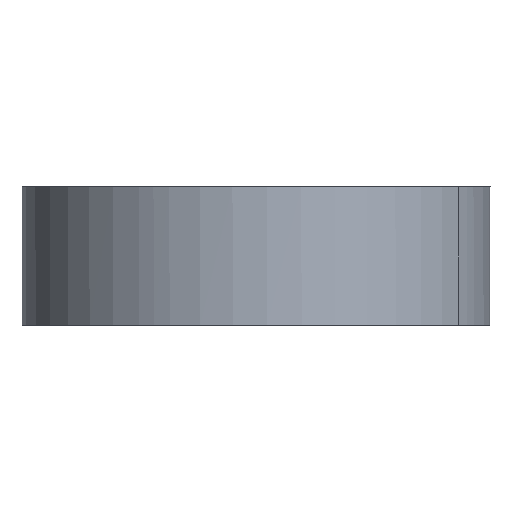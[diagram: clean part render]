
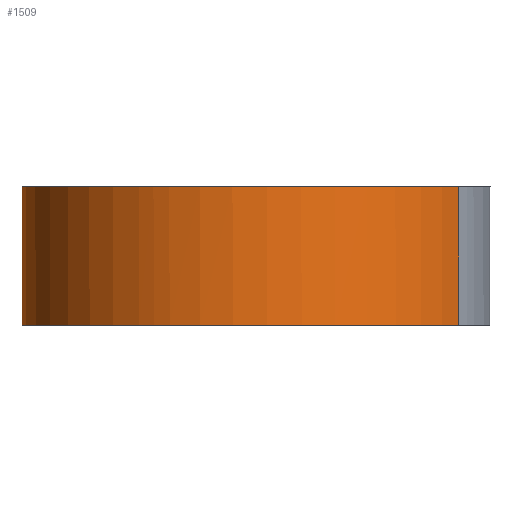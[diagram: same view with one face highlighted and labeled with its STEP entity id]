
A CAD part, left-side view. The second image highlights one B-rep face of the part: STEP entity #1509.
In plain terms, the highlighted free-form (B-spline) face has degree [2, 1] with [9, 2] control points.
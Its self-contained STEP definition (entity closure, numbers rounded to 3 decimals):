
#27 = CARTESIAN_POINT ( 'NONE',  ( 2711.51, 2392.416, -39.9 ) ) ;
#36 = CARTESIAN_POINT ( 'NONE',  ( 2715.771, 2391.335, -39.9 ) ) ;
#82 = FACE_OUTER_BOUND ( 'NONE', #2361, .T. ) ;
#134 = ORIENTED_EDGE ( 'NONE', *, *, #1510, .T. ) ;
#141 = CARTESIAN_POINT ( 'NONE',  ( 2663.477, 2267.836, 0. ) ) ;
#216 = EDGE_CURVE ( 'NONE', #2167, #1772, #1006, .T. ) ;
#239 = CARTESIAN_POINT ( 'NONE',  ( 2723.783, 2388.495, -39.9 ) ) ;
#253 = CARTESIAN_POINT ( 'NONE',  ( 2684.258, 2392.699, -39.9 ) ) ;
#336 = CARTESIAN_POINT ( 'NONE',  ( 2630.086, 2317.95, -39.9 ) ) ;
#342 = CARTESIAN_POINT ( 'NONE',  ( 2663.477, 2267.836, 0.798 ) ) ;
#362 = CARTESIAN_POINT ( 'NONE',  ( 2635.025, 2352.848, -39.9 ) ) ;
#430 = CARTESIAN_POINT ( 'NONE',  ( 2727.533, 2386.738, -39.9 ) ) ;
#516 = ORIENTED_EDGE ( 'NONE', *, *, #1823, .F. ) ;
#535 = CARTESIAN_POINT ( 'NONE',  ( 2663.477, 2267.836, -39.9 ) ) ;
#627 = CARTESIAN_POINT ( 'NONE',  ( 2651.797, 2376.415, -39.9 ) ) ;
#633 = CARTESIAN_POINT ( 'NONE',  ( 2640.759, 2363.487, -39.9 ) ) ;
#703 = CARTESIAN_POINT ( 'NONE',  ( 2663.477, 2267.836, 0.798 ) ) ;
#708 = CARTESIAN_POINT ( 'NONE',  ( 2605.021, 2301.586, 0.798 ) ) ;
#724 = CARTESIAN_POINT ( 'NONE',  ( 2730.977, 2384.75, 0.798 ) ) ;
#729 = ORIENTED_EDGE ( 'NONE', *, *, #2392, .F. ) ;
#762 = VERTEX_POINT ( 'NONE', #1689 ) ;
#786 = CARTESIAN_POINT ( 'NONE',  ( 2730.977, 2384.75, 0. ) ) ;
#814 = EDGE_CURVE ( 'NONE', #2511, #2167, #1717, .T. ) ;
#863 = CARTESIAN_POINT ( 'NONE',  ( 2663.477, 2267.836, -40.698 ) ) ;
#898 = CARTESIAN_POINT ( 'NONE',  ( 2721.934, 2234.086, -40.698 ) ) ;
#903 = CARTESIAN_POINT ( 'NONE',  ( 2638.771, 2360.043, -40.698 ) ) ;
#923 = CARTESIAN_POINT ( 'NONE',  ( 2641.554, 2287.865, -39.9 ) ) ;
#927 =( BOUNDED_SURFACE ( )  B_SPLINE_SURFACE ( 2, 1, ( 
 ( #863, #342 ),
 ( #898, #1683 ),
 ( #1884, #2478 ),
 ( #1295, #1499 ),
 ( #1088, #724 ),
 ( #1481, #2250 ),
 ( #903, #2468 ),
 ( #1675, #708 ),
 ( #1095, #703 ) ),
 .UNSPECIFIED., .T., .F., .F. ) 
 B_SPLINE_SURFACE_WITH_KNOTS ( ( 3, 2, 2, 2, 3 ),
 ( 2, 2 ),
 ( 0., 90., 180., 270., 360. ),
 ( -20.748, 20.748 ),
 .UNSPECIFIED. ) 
 GEOMETRIC_REPRESENTATION_ITEM ( )  RATIONAL_B_SPLINE_SURFACE ( (
 ( 1., 1.),
 ( 0.707, 0.707),
 ( 1., 1.),
 ( 0.707, 0.707),
 ( 1., 1.),
 ( 0.707, 0.707),
 ( 1., 1.),
 ( 0.707, 0.707),
 ( 1., 1.) ) ) 
 REPRESENTATION_ITEM ( '' )  SURFACE ( )  );
#951 = B_SPLINE_CURVE_WITH_KNOTS ( 'NONE', 1,
 ( #1676, #1296 ),
 .UNSPECIFIED., .F., .F.,
 ( 2, 2 ),
 ( -19.95, 19.95 ),
 .UNSPECIFIED. ) ;
#1006 =( BOUNDED_CURVE ( )  B_SPLINE_CURVE ( 2, ( #1395, #1985, #786 ),
 .UNSPECIFIED., .F., .T. ) 
 B_SPLINE_CURVE_WITH_KNOTS ( ( 3, 3 ),
 ( 90., 180. ),
 .UNSPECIFIED. ) 
 CURVE ( )  GEOMETRIC_REPRESENTATION_ITEM ( )  RATIONAL_B_SPLINE_CURVE ( ( 1., 0.707, 1. ) ) 
 REPRESENTATION_ITEM ( '' )  );
#1036 = EDGE_CURVE ( 'NONE', #1989, #1392, #1267, .T. ) ;
#1086 = CARTESIAN_POINT ( 'NONE',  ( 2605.021, 2301.586, 0. ) ) ;
#1088 = CARTESIAN_POINT ( 'NONE',  ( 2730.977, 2384.75, -40.698 ) ) ;
#1089 = CARTESIAN_POINT ( 'NONE',  ( 2663.477, 2267.836, -39.9 ) ) ;
#1091 = CARTESIAN_POINT ( 'NONE',  ( 2638.771, 2360.043, 0. ) ) ;
#1095 = CARTESIAN_POINT ( 'NONE',  ( 2663.477, 2267.836, -40.698 ) ) ;
#1096 = CARTESIAN_POINT ( 'NONE',  ( 2630.821, 2313.324, -39.9 ) ) ;
#1180 = CARTESIAN_POINT ( 'NONE',  ( 2702.67, 2393.721, -39.9 ) ) ;
#1191 = CARTESIAN_POINT ( 'NONE',  ( 2662.653, 2384.449, -39.9 ) ) ;
#1243 = ORIENTED_EDGE ( 'NONE', *, *, #1036, .F. ) ;
#1267 = B_SPLINE_CURVE_WITH_KNOTS ( 'NONE', 3,
 ( #1978, #633, #2363, #2374, #627, #1807, #1191, #1992, #1600, #253, #1999, #2006, #1180, #27, #36, #239, #430, #1782 ),
 .UNSPECIFIED., .F., .F.,
 ( 4, 2, 2, 2, 2, 2, 2, 2, 4 ),
 ( 90., 101.25, 112.5, 123.75, 135., 146.25, 157.5, 168.75, 180. ),
 .UNSPECIFIED. ) ;
#1295 = CARTESIAN_POINT ( 'NONE',  ( 2789.434, 2351., -40.698 ) ) ;
#1296 = CARTESIAN_POINT ( 'NONE',  ( 2730.977, 2384.75, 0. ) ) ;
#1317 = CARTESIAN_POINT ( 'NONE',  ( 2634.91, 2299.948, -39.9 ) ) ;
#1392 = VERTEX_POINT ( 'NONE', #2119 ) ;
#1395 = CARTESIAN_POINT ( 'NONE',  ( 2638.771, 2360.043, 0. ) ) ;
#1481 = CARTESIAN_POINT ( 'NONE',  ( 2672.521, 2418.5, -40.698 ) ) ;
#1486 = CARTESIAN_POINT ( 'NONE',  ( 2639.071, 2291.719, -39.9 ) ) ;
#1499 = CARTESIAN_POINT ( 'NONE',  ( 2789.434, 2351., 0.798 ) ) ;
#1509 = ADVANCED_FACE ( 'NONE', ( #82 ), #927, .T. ) ;
#1510 = EDGE_CURVE ( 'NONE', #762, #2511, #2139, .T. ) ;
#1542 = B_SPLINE_CURVE_WITH_KNOTS ( 'NONE', 3,
 ( #1089, #2267, #2469, #2090, #2494, #923, #1486, #1317, #2271, #1096, #336, #1686, #2291, #2077, #2486, #362, #2137, #1942 ),
 .UNSPECIFIED., .F., .F.,
 ( 4, 2, 2, 2, 2, 2, 2, 2, 4 ),
 ( 0., 45., 90., 135., 180., 225., 270., 315., 360. ),
 .UNSPECIFIED. ) ;
#1600 = CARTESIAN_POINT ( 'NONE',  ( 2675.256, 2390.287, -39.9 ) ) ;
#1617 = CARTESIAN_POINT ( 'NONE',  ( 2730.977, 2384.75, 0. ) ) ;
#1675 = CARTESIAN_POINT ( 'NONE',  ( 2605.021, 2301.586, -40.698 ) ) ;
#1676 = CARTESIAN_POINT ( 'NONE',  ( 2730.977, 2384.75, -39.9 ) ) ;
#1683 = CARTESIAN_POINT ( 'NONE',  ( 2721.934, 2234.086, 0.798 ) ) ;
#1686 = CARTESIAN_POINT ( 'NONE',  ( 2629.576, 2327.157, -39.9 ) ) ;
#1689 = CARTESIAN_POINT ( 'NONE',  ( 2663.477, 2267.836, -39.9 ) ) ;
#1717 =( BOUNDED_CURVE ( )  B_SPLINE_CURVE ( 2, ( #2268, #1086, #1091 ),
 .UNSPECIFIED., .F., .F. ) 
 B_SPLINE_CURVE_WITH_KNOTS ( ( 3, 3 ),
 ( 0., 90. ),
 .UNSPECIFIED. ) 
 CURVE ( )  GEOMETRIC_REPRESENTATION_ITEM ( )  RATIONAL_B_SPLINE_CURVE ( ( 1., 0.707, 1. ) ) 
 REPRESENTATION_ITEM ( '' )  );
#1772 = VERTEX_POINT ( 'NONE', #1617 ) ;
#1782 = CARTESIAN_POINT ( 'NONE',  ( 2730.977, 2384.75, -39.9 ) ) ;
#1807 = CARTESIAN_POINT ( 'NONE',  ( 2658.8, 2381.966, -39.9 ) ) ;
#1819 = CARTESIAN_POINT ( 'NONE',  ( 2638.771, 2360.043, -39.9 ) ) ;
#1823 = EDGE_CURVE ( 'NONE', #1392, #1772, #951, .T. ) ;
#1842 = ORIENTED_EDGE ( 'NONE', *, *, #814, .T. ) ;
#1884 = CARTESIAN_POINT ( 'NONE',  ( 2755.684, 2292.543, -40.698 ) ) ;
#1942 = CARTESIAN_POINT ( 'NONE',  ( 2638.771, 2360.043, -39.9 ) ) ;
#1978 = CARTESIAN_POINT ( 'NONE',  ( 2638.771, 2360.043, -39.9 ) ) ;
#1985 = CARTESIAN_POINT ( 'NONE',  ( 2672.521, 2418.5, 0. ) ) ;
#1989 = VERTEX_POINT ( 'NONE', #1819 ) ;
#1992 = CARTESIAN_POINT ( 'NONE',  ( 2670.882, 2388.61, -39.9 ) ) ;
#1999 = CARTESIAN_POINT ( 'NONE',  ( 2688.884, 2393.434, -39.9 ) ) ;
#2006 = CARTESIAN_POINT ( 'NONE',  ( 2698.091, 2393.945, -39.9 ) ) ;
#2033 = CARTESIAN_POINT ( 'NONE',  ( 2638.771, 2360.043, 0. ) ) ;
#2077 = CARTESIAN_POINT ( 'NONE',  ( 2631.105, 2340.576, -39.9 ) ) ;
#2090 = CARTESIAN_POINT ( 'NONE',  ( 2650.172, 2277.712, -39.9 ) ) ;
#2119 = CARTESIAN_POINT ( 'NONE',  ( 2730.977, 2384.75, -39.9 ) ) ;
#2137 = CARTESIAN_POINT ( 'NONE',  ( 2636.782, 2356.598, -39.9 ) ) ;
#2139 = B_SPLINE_CURVE_WITH_KNOTS ( 'NONE', 1,
 ( #535, #141 ),
 .UNSPECIFIED., .F., .F.,
 ( 2, 2 ),
 ( -19.95, 19.95 ),
 .UNSPECIFIED. ) ;
#2146 = CARTESIAN_POINT ( 'NONE',  ( 2663.477, 2267.836, 0. ) ) ;
#2166 = ORIENTED_EDGE ( 'NONE', *, *, #216, .T. ) ;
#2167 = VERTEX_POINT ( 'NONE', #2033 ) ;
#2250 = CARTESIAN_POINT ( 'NONE',  ( 2672.521, 2418.5, 0.798 ) ) ;
#2267 = CARTESIAN_POINT ( 'NONE',  ( 2660.033, 2269.825, -39.9 ) ) ;
#2268 = CARTESIAN_POINT ( 'NONE',  ( 2663.477, 2267.836, 0. ) ) ;
#2271 = CARTESIAN_POINT ( 'NONE',  ( 2633.233, 2304.321, -39.9 ) ) ;
#2291 = CARTESIAN_POINT ( 'NONE',  ( 2629.799, 2331.735, -39.9 ) ) ;
#2361 = EDGE_LOOP ( 'NONE', ( #516, #1243, #729, #134, #1842, #2166 ) ) ;
#2363 = CARTESIAN_POINT ( 'NONE',  ( 2643.129, 2366.884, -39.9 ) ) ;
#2374 = CARTESIAN_POINT ( 'NONE',  ( 2648.647, 2373.349, -39.9 ) ) ;
#2392 = EDGE_CURVE ( 'NONE', #762, #1989, #1542, .T. ) ;
#2468 = CARTESIAN_POINT ( 'NONE',  ( 2638.771, 2360.043, 0.798 ) ) ;
#2469 = CARTESIAN_POINT ( 'NONE',  ( 2656.636, 2272.194, -39.9 ) ) ;
#2478 = CARTESIAN_POINT ( 'NONE',  ( 2755.684, 2292.543, 0.798 ) ) ;
#2486 = CARTESIAN_POINT ( 'NONE',  ( 2632.186, 2344.837, -39.9 ) ) ;
#2494 = CARTESIAN_POINT ( 'NONE',  ( 2647.105, 2280.862, -39.9 ) ) ;
#2511 = VERTEX_POINT ( 'NONE', #2146 ) ;
